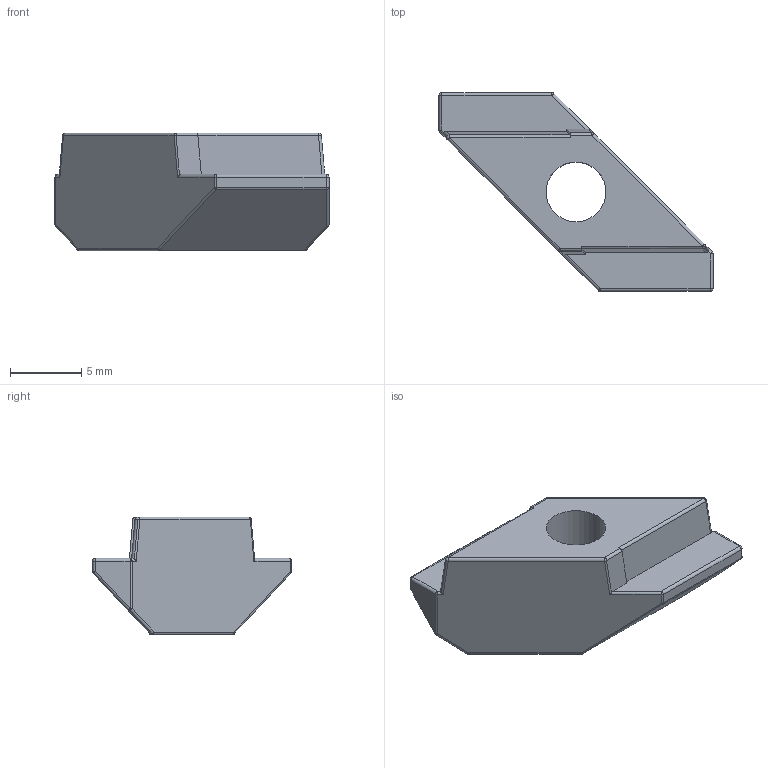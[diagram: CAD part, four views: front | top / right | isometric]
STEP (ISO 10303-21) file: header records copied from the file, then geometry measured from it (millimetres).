
FILE_DESCRIPTION(('STEP AP214'),'1');
FILE_NAME('fath_096r080529z.stp','2017-06-14T18:16:58',('TraceParts'),('TraceParts S.A.'),'Spatial InterOp 3D',' ',' ');
FILE_SCHEMA(('automotive_design'));
Length unit declared in the file: millimetre
Products named in the file (1): fath_096r080529z
Bounding box: 19.3 x 14 x 8.3 mm (x, y, z)
Volume: 746.6 mm3; surface area: 691.7 mm2
Topology: 1 solids, 1 shells, 84 faces, 186 edges, 96 vertices
Faces by surface type: cylinder 42, sphere 24, plane 18
Entity records: 2893 total; most frequent: DIRECTION 408, CARTESIAN_POINT 401, ORIENTED_EDGE 356, EDGE_CURVE 178, AXIS2_PLACEMENT_3D 159, VERTEX_POINT 96, LINE 90, VECTOR 90
